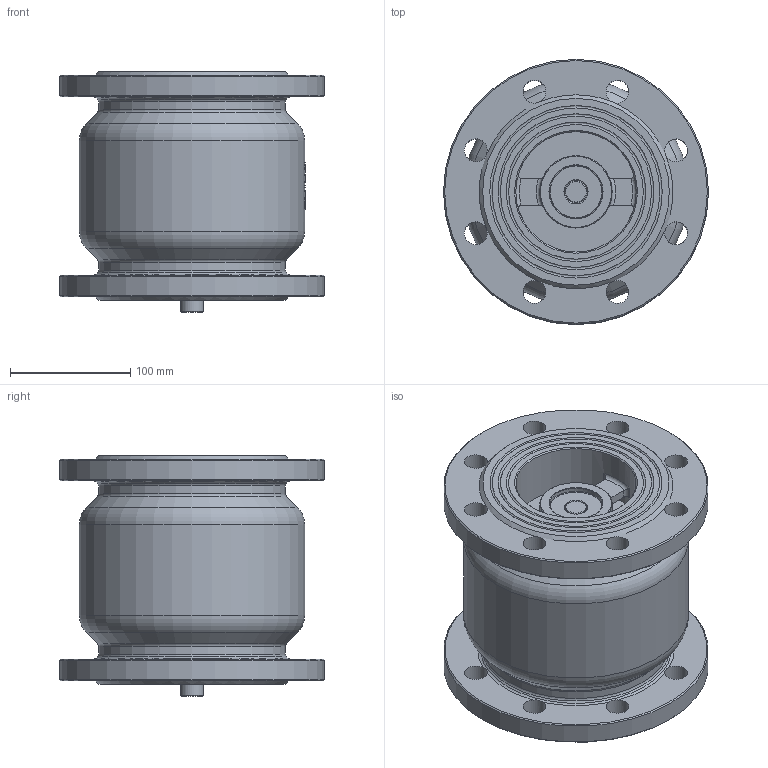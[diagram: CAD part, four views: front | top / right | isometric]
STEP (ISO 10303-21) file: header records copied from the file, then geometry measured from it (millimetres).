
FILE_DESCRIPTION(/* description */ (''),/* implementation_level */ '2;1');
FILE_NAME(/* name */ 'DN100_3D_STEP.stp',/* time_stamp */ '2025-08-31T16:43:13+03:00',/* author */ ('igorr'),/* organization */ (''),/* preprocessor_version */ 'ST-DEVELOPER v20',/* originating_system */ 'Autodesk Inventor 2025',/* authorisation */ '');
FILE_SCHEMA (('AUTOMOTIVE_DESIGN { 1 0 10303 214 3 1 1 }'));
Length unit declared in the file: millimetre
Products named in the file (1): Деталь1
Bounding box: 220 x 220 x 200 mm (x, y, z)
Volume: 3852665.3 mm3; surface area: 332340.5 mm2
Topology: 1 solids, 2 shells, 193 faces, 564 edges, 368 vertices
Faces by surface type: plane 75, cylinder 50, torus 26, bspline 23, cone 19
Full cylindrical faces by diameter (mm): 18 x2, 19 x19, 44 x2, 60 x2, 100 x3, 142 x1, 143 x1, 155 x2, 187 x1, 220 x2
Entity records: 7749 total; most frequent: CARTESIAN_POINT 2249, ORIENTED_EDGE 1128, DIRECTION 1116, EDGE_CURVE 564, AXIS2_PLACEMENT_3D 463, VERTEX_POINT 368, CIRCLE 284, EDGE_LOOP 226
